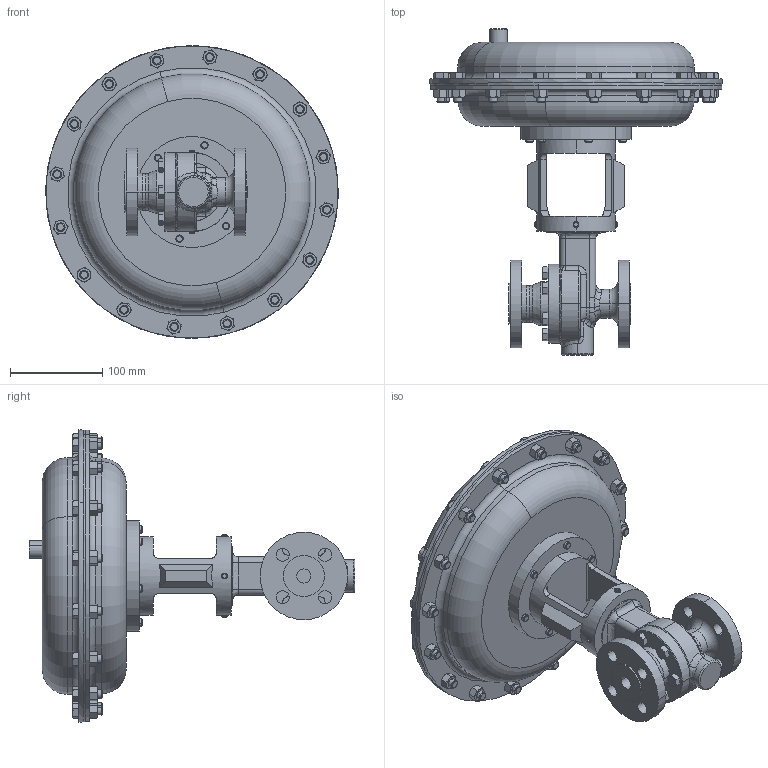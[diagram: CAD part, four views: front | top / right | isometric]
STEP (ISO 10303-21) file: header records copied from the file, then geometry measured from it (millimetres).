
FILE_DESCRIPTION (( 'STEP AP203' ), '1' );
FILE_NAME ('70-050-CS+S6-I7-55M.STEP', '2017-08-22T17:14:35', ( '' ), ( '' ), 'SwSTEP 2.0', 'SolidWorks 2014', '' );
FILE_SCHEMA (( 'CONFIG_CONTROL_DESIGN' ));
Length unit declared in the file: inch
Products named in the file (1): 70-050-CS+S6-I7-55M
Bounding box: 317.5 x 353.82 x 317.5 mm (x, y, z)
Volume: 5810139.7 mm3; surface area: 336876.2 mm2
Topology: 1 solids, 1 shells, 956 faces, 2170 edges, 1293 vertices
Faces by surface type: cone 382, plane 360, cylinder 138, bspline 45, torus 29, sphere 2
Entity records: 31535 total; most frequent: CARTESIAN_POINT 11365, ORIENTED_EDGE 4336, DIRECTION 3902, EDGE_CURVE 2168, AXIS2_PLACEMENT_3D 1621, VERTEX_POINT 1293, EDGE_LOOP 1053, FACE_OUTER_BOUND 956
